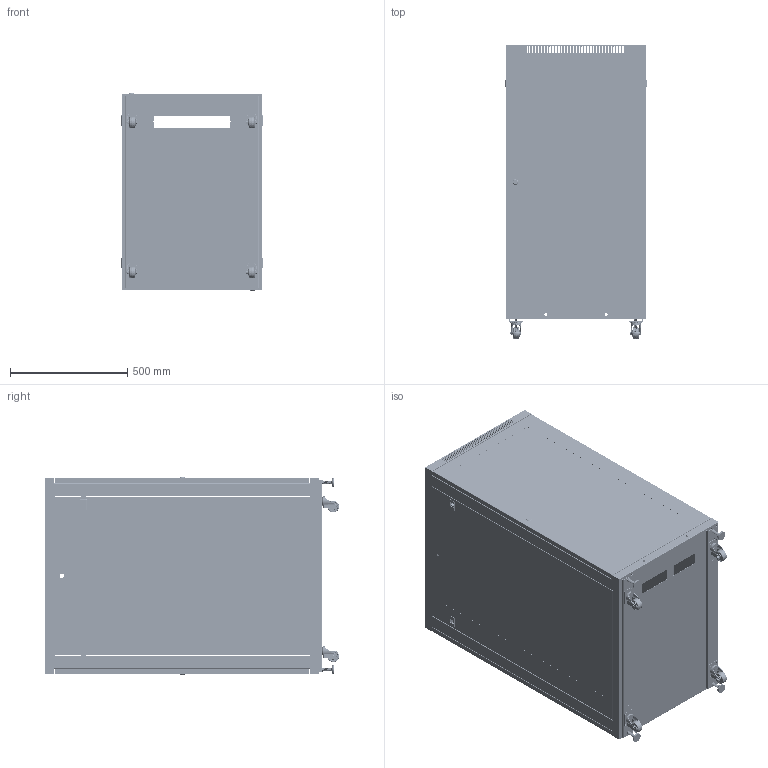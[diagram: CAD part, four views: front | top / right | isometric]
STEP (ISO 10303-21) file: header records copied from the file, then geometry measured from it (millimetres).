
FILE_DESCRIPTION (( 'STEP AP214' ), '1' );
FILE_NAME ('LCSMT6824B_3D.step', '2024-10-14T17:21:40', ( '' ), ( '' ), 'SwSTEP 2.0', 'SolidWorks 2022', '' );
FILE_SCHEMA (( 'AUTOMOTIVE_DESIGN' ));
Length unit declared in the file: inch
Products named in the file (29): 2______^600X838___LCSMT6824B; 2______2^2_______600X838___LCSMT6824B; 25______^24U______-1_LCSMT6824B; ____-1^2_______600X838___LCSMT6824B; 838______02^LCSMT6824B; M6____________^LCSMT6824B; shuo^25_______24U______-1_LCSMT6824B; 24U____^24U______-1_LCSMT6824B; 24U______-1^LCSMT6824B; ____di600X838____2^600X838___LCSMT6824B; __________838^600X838___LCSMT6824B; ____-2^24U_______LCSMT6824B; 600X838__^LCSMT6824B; L______838^LCSMT6824B; 2______-0^2_______600X838___LCSMT6824B; m12lm^_______600X838___LCSMT6824B; shuoluo^25_______24U______-1_LCSMT6824B; gb9074-4-88-m3x6^25_______24U______-1_LCSMT6824B; ____^2_______600X838___LCSMT6824B; ____-3^25_______24U______-1_LCSMT6824B; 2______3^2_______600X838___LCSMT6824B; LCSMT6824B_3D; ______^600X838___LCSMT6824B; ____24U____^24U_______LCSMT6824B; ______24U^LCSMT6824B; 24U____________^LCSMT6824B; M12______^_______600X838___LCSMT6824B; ______600X838____2^LCSMT6824B; 24U______^LCSMT6824B
Assembly tree (50 placements, depth 4):
  LCSMT6824B_3D
    600X838__^LCSMT6824B
      ______^600X838___LCSMT6824B  x4
        M12______^_______600X838___LCSMT6824B
        m12lm^_______600X838___LCSMT6824B
      2______^600X838___LCSMT6824B  x4
        2______3^2_______600X838___LCSMT6824B
        2______2^2_______600X838___LCSMT6824B
        2______-0^2_______600X838___LCSMT6824B
        ____^2_______600X838___LCSMT6824B
        ____-1^2_______600X838___LCSMT6824B
      ____di600X838____2^600X838___LCSMT6824B
      __________838^600X838___LCSMT6824B  x2
    24U______^LCSMT6824B  x2
      ____24U____^24U_______LCSMT6824B
      ____-2^24U_______LCSMT6824B
    24U______-1^LCSMT6824B  x2
      25______^24U______-1_LCSMT6824B
        shuo^25_______24U______-1_LCSMT6824B
        gb9074-4-88-m3x6^25_______24U______-1_LCSMT6824B
        shuoluo^25_______24U______-1_LCSMT6824B
        ____-3^25_______24U______-1_LCSMT6824B
      24U____^24U______-1_LCSMT6824B
    24U____________^LCSMT6824B  x4
    ______600X838____2^LCSMT6824B
    838______02^LCSMT6824B  x4
    ______24U^LCSMT6824B  x4
    L______838^LCSMT6824B  x2
    M6____________^LCSMT6824B  x3
Bounding box: 602.4 x 1255.03 x 844 mm (x, y, z)
Volume: 5354480.7 mm3; surface area: 11478922.9 mm2
Topology: 71 solids, 79 shells, 7907 faces, 21894 edges, 14156 vertices
Faces by surface type: plane 5161, cylinder 2284, bspline 268, torus 126, cone 50, sphere 18
Entity records: 139311 total; most frequent: CARTESIAN_POINT 56335, ORIENTED_EDGE 17138, DIRECTION 16109, EDGE_CURVE 8572, VECTOR 5831, LINE 5831, VERTEX_POINT 5527, AXIS2_PLACEMENT_3D 5139
